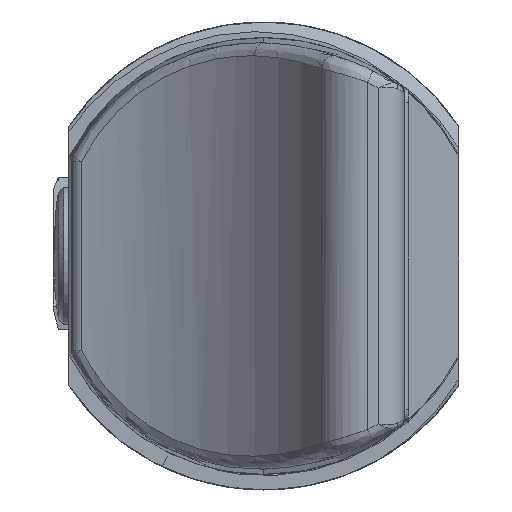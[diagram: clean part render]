
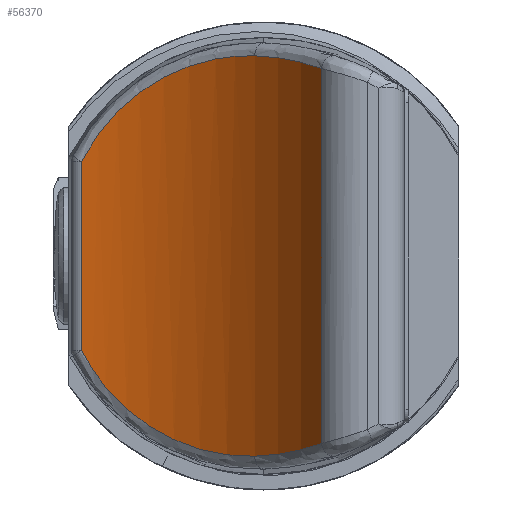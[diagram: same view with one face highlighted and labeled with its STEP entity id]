
A CAD part, left-side view. The second image highlights one B-rep face of the part: STEP entity #56370.
In plain terms, the highlighted cylindrical face has radius 14 mm (diameter 28 mm), a partial arc.
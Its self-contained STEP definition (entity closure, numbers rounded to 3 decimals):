
#22645=CARTESIAN_POINT('',(-36.26,-2.22,
-7.209));
#22646=CARTESIAN_POINT('',(-36.063,-2.113,
-7.247));
#22647=CARTESIAN_POINT('',(-35.677,-1.893,
-7.322));
#22648=CARTESIAN_POINT('',(-35.124,-1.541,
-7.425));
#22649=CARTESIAN_POINT('',(-34.603,-1.175,
-7.515));
#22650=CARTESIAN_POINT('',(-34.116,-0.799,
-7.589));
#22651=CARTESIAN_POINT('',(-33.664,-0.418,
-7.646));
#22652=CARTESIAN_POINT('',(-33.246,-0.034,
-7.685));
#22653=CARTESIAN_POINT('',(-32.988,0.221,
-7.698));
#22654=CARTESIAN_POINT('',(-32.865,0.348,
-7.701));
#22656=CARTESIAN_POINT('',(-32.865,0.348,
-7.701));
#22657=CARTESIAN_POINT('',(-32.735,0.482,
-7.705));
#22658=CARTESIAN_POINT('',(-32.486,0.75,
-7.704));
#22659=CARTESIAN_POINT('',(-32.142,1.148,
-7.68));
#22660=CARTESIAN_POINT('',(-31.827,1.541,
-7.633));
#22661=CARTESIAN_POINT('',(-31.538,1.93,
-7.565));
#22662=CARTESIAN_POINT('',(-31.272,2.313,
-7.476));
#22663=CARTESIAN_POINT('',(-31.029,2.691,
-7.365));
#22664=CARTESIAN_POINT('',(-30.806,3.061,
-7.234));
#22665=CARTESIAN_POINT('',(-30.601,3.425,
-7.082));
#22666=CARTESIAN_POINT('',(-30.415,3.782,
-6.91));
#22667=CARTESIAN_POINT('',(-30.244,4.131,
-6.716));
#22668=CARTESIAN_POINT('',(-30.089,4.473,
-6.502));
#22669=CARTESIAN_POINT('',(-29.948,4.805,
-6.267));
#22670=CARTESIAN_POINT('',(-29.821,5.128,
-6.011));
#22671=CARTESIAN_POINT('',(-29.707,5.44,
-5.734));
#22672=CARTESIAN_POINT('',(-29.605,5.74,
-5.436));
#22673=CARTESIAN_POINT('',(-29.514,6.028,
-5.116));
#22674=CARTESIAN_POINT('',(-29.434,6.301,
-4.776));
#22675=CARTESIAN_POINT('',(-29.365,6.557,
-4.415));
#22676=CARTESIAN_POINT('',(-29.305,6.795,
-4.036));
#22677=CARTESIAN_POINT('',(-29.271,6.94,
-3.772));
#22678=CARTESIAN_POINT('',(-29.255,7.009,
-3.637));
#22680=DIRECTION('',(0.,0.,1.));
#22681=VECTOR('',#22680,7.274);
#22682=CARTESIAN_POINT('',(-29.255,7.009,
-3.637));
#22683=LINE('',#22682,#22681);
#22684=CARTESIAN_POINT('',(-29.255,7.009,
3.637));
#22685=CARTESIAN_POINT('',(-29.271,6.94,
3.772));
#22686=CARTESIAN_POINT('',(-29.305,6.795,
4.036));
#22687=CARTESIAN_POINT('',(-29.365,6.557,
4.415));
#22688=CARTESIAN_POINT('',(-29.434,6.301,
4.776));
#22689=CARTESIAN_POINT('',(-29.514,6.028,
5.116));
#22690=CARTESIAN_POINT('',(-29.605,5.74,
5.436));
#22691=CARTESIAN_POINT('',(-29.707,5.44,
5.734));
#22692=CARTESIAN_POINT('',(-29.821,5.128,
6.011));
#22693=CARTESIAN_POINT('',(-29.948,4.805,
6.268));
#22694=CARTESIAN_POINT('',(-30.089,4.472,
6.502));
#22695=CARTESIAN_POINT('',(-30.244,4.131,
6.716));
#22696=CARTESIAN_POINT('',(-30.415,3.782,
6.91));
#22697=CARTESIAN_POINT('',(-30.601,3.425,
7.082));
#22698=CARTESIAN_POINT('',(-30.806,3.061,
7.234));
#22699=CARTESIAN_POINT('',(-31.029,2.69,
7.365));
#22700=CARTESIAN_POINT('',(-31.272,2.313,
7.476));
#22701=CARTESIAN_POINT('',(-31.538,1.93,
7.565));
#22702=CARTESIAN_POINT('',(-31.827,1.541,
7.633));
#22703=CARTESIAN_POINT('',(-32.142,1.148,
7.68));
#22704=CARTESIAN_POINT('',(-32.486,0.75,
7.704));
#22705=CARTESIAN_POINT('',(-32.735,0.482,
7.705));
#22706=CARTESIAN_POINT('',(-32.865,0.348,
7.701));
#22708=CARTESIAN_POINT('',(-32.865,0.348,
7.701));
#22709=CARTESIAN_POINT('',(-32.988,0.221,
7.698));
#22710=CARTESIAN_POINT('',(-33.246,-0.034,
7.685));
#22711=CARTESIAN_POINT('',(-33.664,-0.418,
7.646));
#22712=CARTESIAN_POINT('',(-34.116,-0.799,
7.589));
#22713=CARTESIAN_POINT('',(-34.603,-1.175,
7.515));
#22714=CARTESIAN_POINT('',(-35.124,-1.541,
7.425));
#22715=CARTESIAN_POINT('',(-35.677,-1.893,
7.322));
#22716=CARTESIAN_POINT('',(-36.063,-2.113,
7.247));
#22717=CARTESIAN_POINT('',(-36.26,-2.22,
7.209));
#22719=DIRECTION('',(0.,0.,1.));
#22720=VECTOR('',#22719,14.418);
#22721=CARTESIAN_POINT('',(-36.26,-2.22,
-7.209));
#22722=LINE('',#22721,#22720);
#22814=CARTESIAN_POINT('',(-36.26,-2.22,
-7.209));
#22816=CARTESIAN_POINT('',(-36.26,-2.22,
7.209));
#31240=VERTEX_POINT('',#22814);
#31242=VERTEX_POINT('',#22654);
#31243=VERTEX_POINT('',#22678);
#31249=CARTESIAN_POINT('',(-29.255,7.009,
3.637));
#31250=VERTEX_POINT('',#31249);
#31253=VERTEX_POINT('',#22816);
#31256=VERTEX_POINT('',#22708);
#56353=CARTESIAN_POINT('',(-42.91,10.1,-8.4));
#56354=DIRECTION('',(0.,0.,1.));
#56355=DIRECTION('',(0.,1.,0.));
#56356=AXIS2_PLACEMENT_3D('',#56353,#56354,#56355);
#56357=CYLINDRICAL_SURFACE('',#56356,14.);
#56358=ORIENTED_EDGE('',*,*,#56277,.T.);
#56359=ORIENTED_EDGE('',*,*,#56344,.T.);
#56361=ORIENTED_EDGE('',*,*,#56360,.T.);
#56363=ORIENTED_EDGE('',*,*,#56362,.T.);
#56365=ORIENTED_EDGE('',*,*,#56364,.T.);
#56367=ORIENTED_EDGE('',*,*,#56366,.F.);
#56368=EDGE_LOOP('',(#56358,#56359,#56361,#56363,#56365,#56367));
#56369=FACE_OUTER_BOUND('',#56368,.F.);
#56370=ADVANCED_FACE('',(#56369),#56357,.F.);
#22655=B_SPLINE_CURVE_WITH_KNOTS('',3,(#22645,#22646,#22647,#22648,#22649,
#22650,#22651,#22652,#22653,#22654),.UNSPECIFIED.,.F.,.F.,(4,1,1,1,1,1,1,4),(
0.,0.143,0.286,0.429,0.571,
0.714,0.857,1.),.UNSPECIFIED.);
#22679=B_SPLINE_CURVE_WITH_KNOTS('',3,(#22656,#22657,#22658,#22659,#22660,
#22661,#22662,#22663,#22664,#22665,#22666,#22667,#22668,#22669,#22670,#22671,
#22672,#22673,#22674,#22675,#22676,#22677,#22678),.UNSPECIFIED.,.F.,.F.,(4,1,1,
1,1,1,1,1,1,1,1,1,1,1,1,1,1,1,1,1,4),(0.,0.05,0.1,0.15,0.2,0.25,
0.3,0.35,0.4,0.45,0.5,0.55,0.6,0.65,0.7,0.75,0.8,0.85,
0.9,0.95,1.),.UNSPECIFIED.);
#22707=B_SPLINE_CURVE_WITH_KNOTS('',3,(#22684,#22685,#22686,#22687,#22688,
#22689,#22690,#22691,#22692,#22693,#22694,#22695,#22696,#22697,#22698,#22699,
#22700,#22701,#22702,#22703,#22704,#22705,#22706),.UNSPECIFIED.,.F.,.F.,(4,1,1,
1,1,1,1,1,1,1,1,1,1,1,1,1,1,1,1,1,4),(0.,0.05,0.1,0.15,0.2,0.25,
0.3,0.35,0.4,0.45,0.5,0.55,0.6,0.65,0.7,0.75,0.8,0.85,
0.9,0.95,1.),.UNSPECIFIED.);
#22718=B_SPLINE_CURVE_WITH_KNOTS('',3,(#22708,#22709,#22710,#22711,#22712,
#22713,#22714,#22715,#22716,#22717),.UNSPECIFIED.,.F.,.F.,(4,1,1,1,1,1,1,4),(
0.,0.143,0.286,0.429,0.571,
0.714,0.857,1.),.UNSPECIFIED.);
#56277=EDGE_CURVE('',#31240,#31242,#22655,.T.);
#56344=EDGE_CURVE('',#31242,#31243,#22679,.T.);
#56360=EDGE_CURVE('',#31243,#31250,#22683,.T.);
#56362=EDGE_CURVE('',#31250,#31256,#22707,.T.);
#56364=EDGE_CURVE('',#31256,#31253,#22718,.T.);
#56366=EDGE_CURVE('',#31240,#31253,#22722,.T.);
